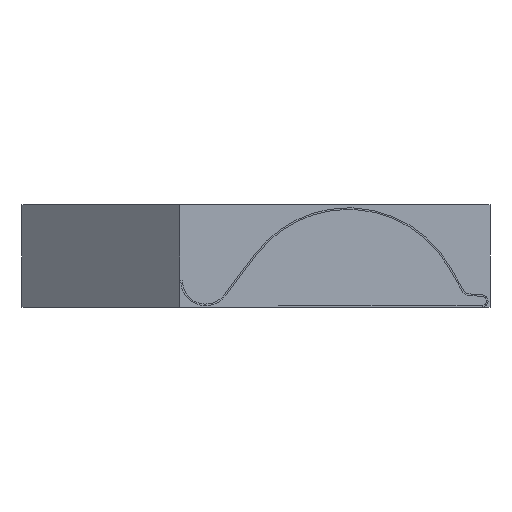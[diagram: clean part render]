
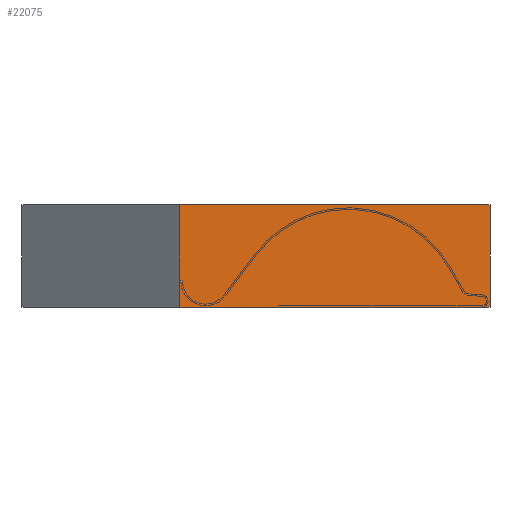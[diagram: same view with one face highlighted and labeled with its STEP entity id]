
A CAD part, left-side view. The second image highlights one B-rep face of the part: STEP entity #22075.
In plain terms, the highlighted face is planar.
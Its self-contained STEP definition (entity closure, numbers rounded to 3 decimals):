
#2588=ORIENTED_EDGE('',*,*,#9920,.F.);
#2589=ORIENTED_EDGE('',*,*,#9930,.F.);
#2590=ORIENTED_EDGE('',*,*,#9927,.F.);
#2591=ORIENTED_EDGE('',*,*,#9924,.F.);
#9920=EDGE_CURVE('',#13596,#13597,#16448,.T.);
#9924=EDGE_CURVE('',#13597,#13600,#16452,.T.);
#9927=EDGE_CURVE('',#13600,#13602,#16455,.T.);
#9930=EDGE_CURVE('',#13602,#13596,#16458,.T.);
#13596=VERTEX_POINT('',#28753);
#13597=VERTEX_POINT('',#28754);
#13600=VERTEX_POINT('',#28762);
#13602=VERTEX_POINT('',#28768);
#16448=LINE('',#28752,#18060);
#16452=LINE('',#28761,#18064);
#16455=LINE('',#28767,#18067);
#16458=LINE('',#28773,#18070);
#18060=VECTOR('',#24362,1000.);
#18064=VECTOR('',#24368,1000.);
#18067=VECTOR('',#24373,1000.);
#18070=VECTOR('',#24378,1000.);
#19677=EDGE_LOOP('',(#2588,#2589,#2590,#2591));
#20677=FACE_BOUND('',#19677,.T.);
#21677=PLANE('',#22974);
#22075=ADVANCED_FACE('',(#20677),#21677,.F.);
#22974=AXIS2_PLACEMENT_3D('',#28776,#24382,#24383);
#24362=DIRECTION('',(0.,0.,-1.));
#24368=DIRECTION('',(1.,0.,0.));
#24373=DIRECTION('',(0.,0.,1.));
#24378=DIRECTION('',(-1.,0.,0.));
#24382=DIRECTION('',(0.,-1.,0.));
#24383=DIRECTION('',(0.,0.,-1.));
#28752=CARTESIAN_POINT('',(-10.,205.295,3.3));
#28753=CARTESIAN_POINT('',(-10.,205.295,3.3));
#28754=CARTESIAN_POINT('',(-10.,205.295,-3.3));
#28761=CARTESIAN_POINT('',(-10.,205.295,-3.3));
#28762=CARTESIAN_POINT('',(10.,205.295,-3.3));
#28767=CARTESIAN_POINT('',(10.,205.295,-3.3));
#28768=CARTESIAN_POINT('',(10.,205.295,3.3));
#28773=CARTESIAN_POINT('',(10.,205.295,3.3));
#28776=CARTESIAN_POINT('',(0.,205.295,0.));
